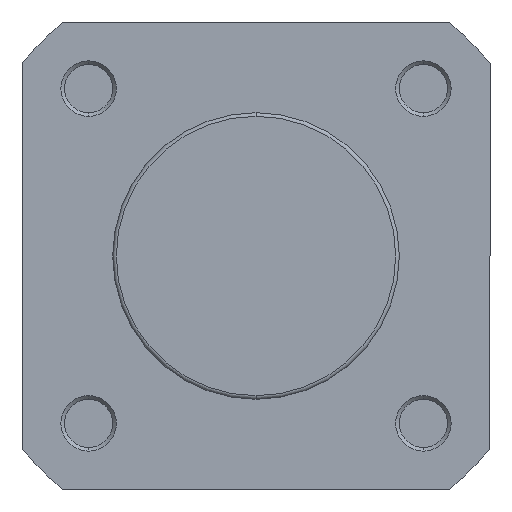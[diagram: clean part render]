
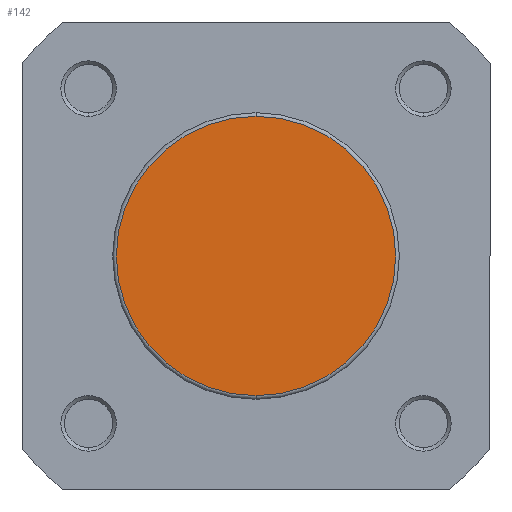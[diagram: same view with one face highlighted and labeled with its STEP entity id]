
A CAD part, left-side view. The second image highlights one B-rep face of the part: STEP entity #142.
In plain terms, the highlighted planar face has unit normal (-1, 0, 0).
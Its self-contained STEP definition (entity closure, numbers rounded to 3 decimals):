
#142 = ADVANCED_FACE ( 'NONE', ( #449 ), #5003, .F. ) ;
#449 = FACE_OUTER_BOUND ( 'NONE', #4484, .T. ) ;
#833 = CIRCLE ( 'NONE', #1640, 19.4 ) ;
#882 = CIRCLE ( 'NONE', #1669, 19.4 ) ;
#1245 = EDGE_CURVE ( 'NONE', #4747, #4742, #833, .T. ) ;
#1283 = EDGE_CURVE ( 'NONE', #4742, #4747, #882, .T. ) ;
#1470 = AXIS2_PLACEMENT_3D ( 'NONE', #4578, #4978, #4981 ) ;
#1640 = AXIS2_PLACEMENT_3D ( 'NONE', #2202, #2203, #2204 ) ;
#1669 = AXIS2_PLACEMENT_3D ( 'NONE', #2293, #2306, #2307 ) ;
#2202 = CARTESIAN_POINT ( 'NONE',  ( 0., 0., 0. ) ) ;
#2203 = DIRECTION ( 'NONE',  ( -1., 0., 0. ) ) ;
#2204 = DIRECTION ( 'NONE',  ( 0., 0., -1. ) ) ;
#2293 = CARTESIAN_POINT ( 'NONE',  ( 0., 0., 0. ) ) ;
#2306 = DIRECTION ( 'NONE',  ( -1., 0., 0. ) ) ;
#2307 = DIRECTION ( 'NONE',  ( 0., 0., -1. ) ) ;
#2681 = CARTESIAN_POINT ( 'NONE',  ( 0., 0., -19.4 ) ) ;
#2685 = CARTESIAN_POINT ( 'NONE',  ( 0., 0., 19.4 ) ) ;
#3673 = ORIENTED_EDGE ( 'NONE', *, *, #1245, .T. ) ;
#3693 = ORIENTED_EDGE ( 'NONE', *, *, #1283, .T. ) ;
#4484 = EDGE_LOOP ( 'NONE', ( #3693, #3673 ) ) ;
#4578 = CARTESIAN_POINT ( 'NONE',  ( 0., 19.9, 0. ) ) ;
#4742 = VERTEX_POINT ( 'NONE', #2681 ) ;
#4747 = VERTEX_POINT ( 'NONE', #2685 ) ;
#4978 = DIRECTION ( 'NONE',  ( 1., 0., 0. ) ) ;
#4981 = DIRECTION ( 'NONE',  ( 0., 0., -1. ) ) ;
#5003 = PLANE ( 'NONE',  #1470 ) ;
